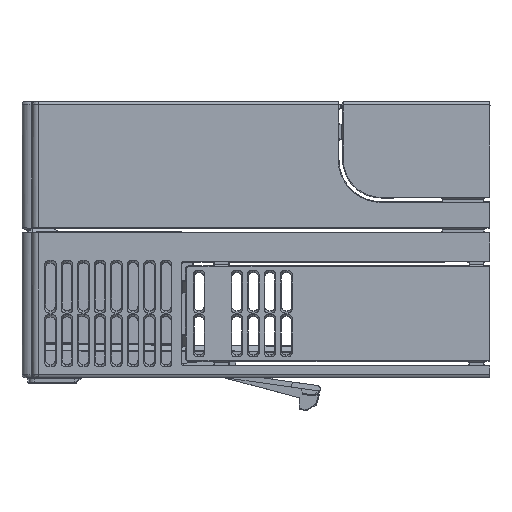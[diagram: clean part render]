
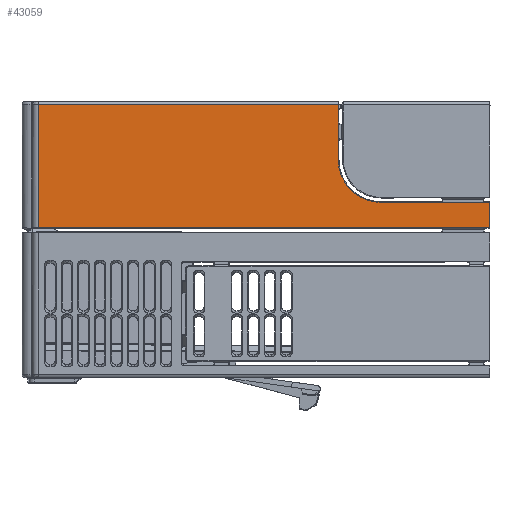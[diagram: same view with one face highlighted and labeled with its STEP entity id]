
A CAD part, left-side view. The second image highlights one B-rep face of the part: STEP entity #43059.
In plain terms, the highlighted planar face has unit normal (-1, 0, 0).
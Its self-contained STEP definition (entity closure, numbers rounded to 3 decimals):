
#8124=DIRECTION('',(0.,-1.,0.));
#8125=VECTOR('',#8124,119.652);
#8126=CARTESIAN_POINT('',(-77.,-4.8,3.5));
#8127=LINE('',#8126,#8125);
#8753=DIRECTION('',(0.,1.,0.));
#8754=VECTOR('',#8753,32.3);
#8755=CARTESIAN_POINT('',(-77.,-138.85,11.));
#8756=LINE('',#8755,#8754);
#8808=DIRECTION('',(0.,-1.,0.));
#8809=VECTOR('',#8808,1.598);
#8810=CARTESIAN_POINT('',(-77.,-137.252,
3.5));
#8811=LINE('',#8810,#8809);
#8812=DIRECTION('',(0.,-1.,0.));
#8813=VECTOR('',#8812,12.8);
#8814=CARTESIAN_POINT('',(-77.,-124.452,
3.5));
#8815=LINE('',#8814,#8813);
#8904=CARTESIAN_POINT('',(-77.,-106.55,23.7));
#8905=DIRECTION('',(-1.,0.,0.));
#8906=DIRECTION('',(0.,1.,0.));
#8907=AXIS2_PLACEMENT_3D('',#8904,#8905,#8906);
#8909=DIRECTION('',(0.,0.,-1.));
#8910=VECTOR('',#8909,7.5);
#8911=CARTESIAN_POINT('',(-77.,-138.85,11.));
#8912=LINE('',#8911,#8910);
#8913=DIRECTION('',(0.,1.,0.));
#8914=VECTOR('',#8913,89.05);
#8915=CARTESIAN_POINT('',(-77.,-93.85,40.));
#8916=LINE('',#8915,#8914);
#8941=DIRECTION('',(0.,0.,-1.));
#8942=VECTOR('',#8941,36.5);
#8943=CARTESIAN_POINT('',(-77.,-4.8,40.));
#8944=LINE('',#8943,#8942);
#8945=CARTESIAN_POINT('',(-77.,-4.8,3.5));
#14611=DIRECTION('',(0.,0.,1.));
#14612=VECTOR('',#14611,16.3);
#14613=CARTESIAN_POINT('',(-77.,-93.85,23.7));
#14614=LINE('',#14613,#14612);
#25544=CARTESIAN_POINT('',(-77.,-138.85,3.5));
#25546=VERTEX_POINT('',#25544);
#25548=CARTESIAN_POINT('',(-77.,-138.85,11.));
#25549=VERTEX_POINT('',#25548);
#27791=CARTESIAN_POINT('',(-77.,-93.85,23.7));
#27792=CARTESIAN_POINT('',(-77.,-106.55,11.));
#27793=VERTEX_POINT('',#27791);
#27794=VERTEX_POINT('',#27792);
#27795=CARTESIAN_POINT('',(-77.,-137.252,
3.5));
#27796=VERTEX_POINT('',#27795);
#28432=CARTESIAN_POINT('',(-77.,-4.8,40.));
#28433=VERTEX_POINT('',#28432);
#28434=CARTESIAN_POINT('',(-77.,-93.85,40.));
#28435=VERTEX_POINT('',#28434);
#28473=CARTESIAN_POINT('',(-77.,-124.452,
3.5));
#28474=VERTEX_POINT('',#28473);
#28483=VERTEX_POINT('',#8945);
#43039=CARTESIAN_POINT('',(-77.,-71.825,21.75));
#43040=DIRECTION('',(1.,0.,0.));
#43041=DIRECTION('',(0.,-1.,0.));
#43042=AXIS2_PLACEMENT_3D('',#43039,#43040,#43041);
#43043=PLANE('',#43042);
#43045=ORIENTED_EDGE('',*,*,#43044,.F.);
#43047=ORIENTED_EDGE('',*,*,#43046,.F.);
#43049=ORIENTED_EDGE('',*,*,#43048,.T.);
#43050=ORIENTED_EDGE('',*,*,#42866,.F.);
#43051=ORIENTED_EDGE('',*,*,#42889,.T.);
#43052=ORIENTED_EDGE('',*,*,#42918,.F.);
#43053=ORIENTED_EDGE('',*,*,#42946,.F.);
#43054=ORIENTED_EDGE('',*,*,#42021,.F.);
#43056=ORIENTED_EDGE('',*,*,#43055,.F.);
#43057=EDGE_LOOP('',(#43045,#43047,#43049,#43050,#43051,#43052,#43053,#43054,
#43056));
#43058=FACE_OUTER_BOUND('',#43057,.F.);
#43059=ADVANCED_FACE('',(#43058),#43043,.F.);
#8908=CIRCLE('',#8907,12.7);
#42021=EDGE_CURVE('',#28483,#28474,#8127,.T.);
#42866=EDGE_CURVE('',#25549,#27794,#8756,.T.);
#42889=EDGE_CURVE('',#25549,#25546,#8912,.T.);
#42918=EDGE_CURVE('',#27796,#25546,#8811,.T.);
#42946=EDGE_CURVE('',#28474,#27796,#8815,.T.);
#43044=EDGE_CURVE('',#28435,#28433,#8916,.T.);
#43046=EDGE_CURVE('',#27793,#28435,#14614,.T.);
#43048=EDGE_CURVE('',#27793,#27794,#8908,.T.);
#43055=EDGE_CURVE('',#28433,#28483,#8944,.T.);
